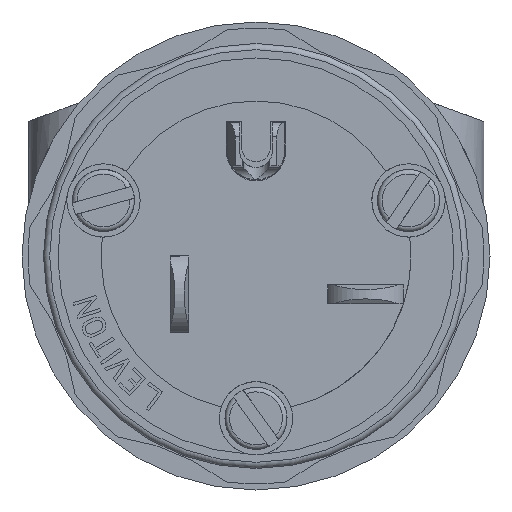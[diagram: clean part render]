
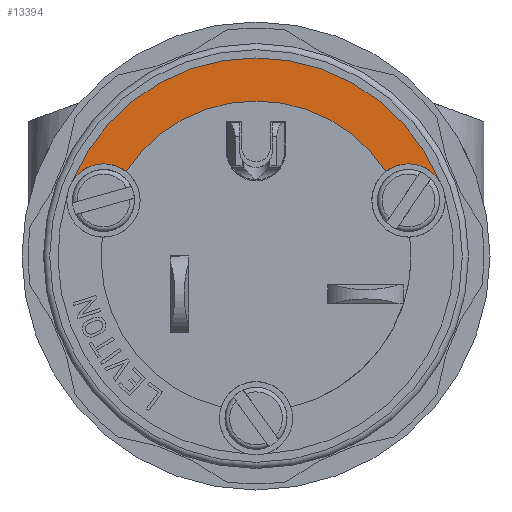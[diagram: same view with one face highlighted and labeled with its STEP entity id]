
A CAD part, left-side view. The second image highlights one B-rep face of the part: STEP entity #13394.
In plain terms, the highlighted planar face has unit normal (-1, 0, 0).
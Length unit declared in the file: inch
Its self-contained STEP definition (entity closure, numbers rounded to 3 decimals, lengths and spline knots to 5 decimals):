
#2450 = PLANE ( 'NONE',  #33053 ) ;
#4162 = DIRECTION ( 'NONE',  ( -1., 0., 0. ) ) ;
#4394 = DIRECTION ( 'NONE',  ( 0., -1., 0. ) ) ;
#5258 = AXIS2_PLACEMENT_3D ( 'NONE', #21615, #18738, #32200 ) ;
#7302 = VERTEX_POINT ( 'NONE', #36131 ) ;
#7339 = CARTESIAN_POINT ( 'NONE',  ( 0.02, -0.42515, 0.27622 ) ) ;
#11308 = EDGE_CURVE ( 'NONE', #7302, #41372, #35473, .T. ) ;
#11485 = EDGE_CURVE ( 'NONE', #24879, #41372, #21454, .T. ) ;
#13394 = ADVANCED_FACE ( 'NONE', ( #19185 ), #2450, .F. ) ;
#13697 = AXIS2_PLACEMENT_3D ( 'NONE', #25097, #18034, #4394 ) ;
#13848 = CARTESIAN_POINT ( 'NONE',  ( 0.02, -0.49898, 0.18161 ) ) ;
#13871 = CARTESIAN_POINT ( 'NONE',  ( 0.02, 0.99634, 1.64799 ) ) ;
#13931 = CARTESIAN_POINT ( 'NONE',  ( 0.02, 0.59822, 0.24907 ) ) ;
#17496 = ORIENTED_EDGE ( 'NONE', *, *, #37836, .F. ) ;
#18034 = DIRECTION ( 'NONE',  ( -1., 0., 0. ) ) ;
#18506 = CIRCLE ( 'NONE', #38965, 0.12 ) ;
#18738 = DIRECTION ( 'NONE',  ( -1., 0., 0. ) ) ;
#19185 = FACE_OUTER_BOUND ( 'NONE', #22990, .T. ) ;
#21454 = CIRCLE ( 'NONE', #13697, 0.648 ) ;
#21615 = CARTESIAN_POINT ( 'NONE',  ( 0.02, 0.49898, 0.18161 ) ) ;
#21926 = DIRECTION ( 'NONE',  ( -1., 0., 0. ) ) ;
#22990 = EDGE_LOOP ( 'NONE', ( #26803, #40563, #40770, #17496 ) ) ;
#23796 = DIRECTION ( 'NONE',  ( 1., 0., 0. ) ) ;
#24879 = VERTEX_POINT ( 'NONE', #38189 ) ;
#25097 = CARTESIAN_POINT ( 'NONE',  ( 0.02, 0., 0. ) ) ;
#25257 = DIRECTION ( 'NONE',  ( 0., -1., 0. ) ) ;
#26803 = ORIENTED_EDGE ( 'NONE', *, *, #11485, .T. ) ;
#30196 = DIRECTION ( 'NONE',  ( 0., -1., 0. ) ) ;
#30514 = VERTEX_POINT ( 'NONE', #7339 ) ;
#32200 = DIRECTION ( 'NONE',  ( 0., -1., 0. ) ) ;
#33053 = AXIS2_PLACEMENT_3D ( 'NONE', #13871, #23796, #36570 ) ;
#35225 = CIRCLE ( 'NONE', #35922, 0.507 ) ;
#35473 = CIRCLE ( 'NONE', #5258, 0.12 ) ;
#35489 = EDGE_CURVE ( 'NONE', #30514, #7302, #35225, .T. ) ;
#35922 = AXIS2_PLACEMENT_3D ( 'NONE', #42002, #21926, #25257 ) ;
#36131 = CARTESIAN_POINT ( 'NONE',  ( 0.02, 0.42515, 0.27622 ) ) ;
#36570 = DIRECTION ( 'NONE',  ( 0., 0., 1. ) ) ;
#37836 = EDGE_CURVE ( 'NONE', #24879, #30514, #18506, .T. ) ;
#38189 = CARTESIAN_POINT ( 'NONE',  ( 0.02, -0.59822, 0.24907 ) ) ;
#38965 = AXIS2_PLACEMENT_3D ( 'NONE', #13848, #4162, #30196 ) ;
#40563 = ORIENTED_EDGE ( 'NONE', *, *, #11308, .F. ) ;
#40770 = ORIENTED_EDGE ( 'NONE', *, *, #35489, .F. ) ;
#41372 = VERTEX_POINT ( 'NONE', #13931 ) ;
#42002 = CARTESIAN_POINT ( 'NONE',  ( 0.02, 0., 0. ) ) ;
